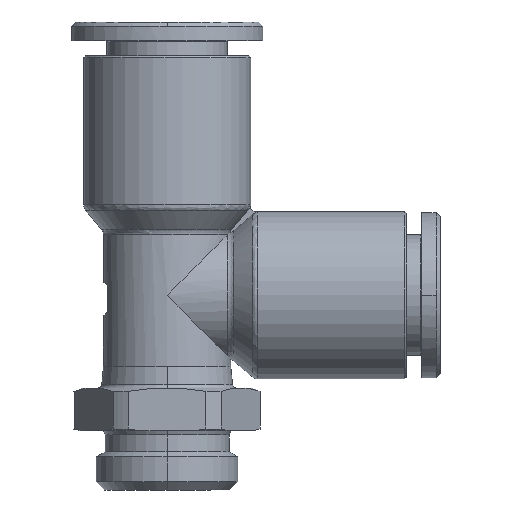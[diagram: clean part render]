
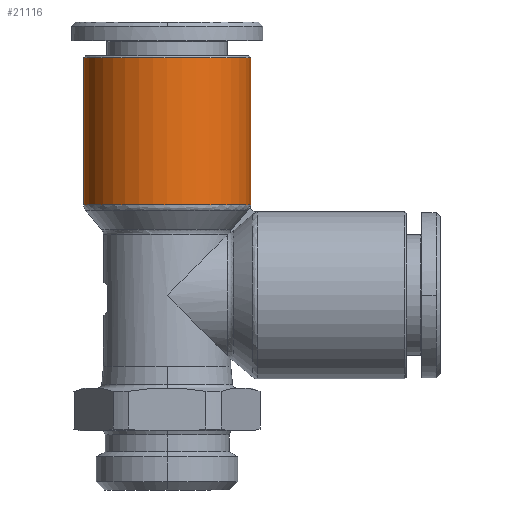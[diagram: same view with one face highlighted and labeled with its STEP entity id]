
A CAD part, front view. The second image highlights one B-rep face of the part: STEP entity #21116.
In plain terms, the highlighted cylindrical face has radius 9.85 mm (diameter 19.7 mm), a partial arc.
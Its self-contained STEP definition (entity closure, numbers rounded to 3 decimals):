
#510 = VERTEX_POINT ( 'NONE', #10842 ) ;
#1347 = CARTESIAN_POINT ( 'NONE',  ( -3.078, 0., 18.3 ) ) ;
#2259 = CARTESIAN_POINT ( 'NONE',  ( -22.778, 0., 28. ) ) ;
#3408 = AXIS2_PLACEMENT_3D ( 'NONE', #3708, #8117, #10475 ) ;
#3708 = CARTESIAN_POINT ( 'NONE',  ( -12.928, 0., 10.664 ) ) ;
#3956 = VERTEX_POINT ( 'NONE', #25546 ) ;
#4553 = CARTESIAN_POINT ( 'NONE',  ( -12.928, 0., 18.3 ) ) ;
#4876 = ORIENTED_EDGE ( 'NONE', *, *, #17138, .F. ) ;
#6538 = ORIENTED_EDGE ( 'NONE', *, *, #20471, .T. ) ;
#8117 = DIRECTION ( 'NONE',  ( 0., 0., 1. ) ) ;
#8745 = VECTOR ( 'NONE', #14304, 1000. ) ;
#9946 = ORIENTED_EDGE ( 'NONE', *, *, #17632, .T. ) ;
#10143 = EDGE_LOOP ( 'NONE', ( #4876, #9946, #6538, #19287 ) ) ;
#10475 = DIRECTION ( 'NONE',  ( 1., 0., 0. ) ) ;
#10480 = DIRECTION ( 'NONE',  ( 0., 0., -1. ) ) ;
#10842 = CARTESIAN_POINT ( 'NONE',  ( -3.078, 0., 10.664 ) ) ;
#10925 = DIRECTION ( 'NONE',  ( 0., 0., 1. ) ) ;
#11589 = CARTESIAN_POINT ( 'NONE',  ( -22.778, 0., 18.3 ) ) ;
#11680 = CARTESIAN_POINT ( 'NONE',  ( -22.778, 0., 10.664 ) ) ;
#13779 = VERTEX_POINT ( 'NONE', #2259 ) ;
#14304 = DIRECTION ( 'NONE',  ( 0., 0., 1. ) ) ;
#15267 = DIRECTION ( 'NONE',  ( 1., 0., 0. ) ) ;
#16275 = CIRCLE ( 'NONE', #23211, 9.85 ) ;
#16694 = CYLINDRICAL_SURFACE ( 'NONE', #25054, 9.85 ) ;
#16703 = CARTESIAN_POINT ( 'NONE',  ( -12.928, 0., 28. ) ) ;
#17138 = EDGE_CURVE ( 'NONE', #22643, #13779, #27751, .T. ) ;
#17632 = EDGE_CURVE ( 'NONE', #22643, #510, #20015, .T. ) ;
#18822 = EDGE_CURVE ( 'NONE', #3956, #13779, #16275, .T. ) ;
#19287 = ORIENTED_EDGE ( 'NONE', *, *, #18822, .T. ) ;
#20015 = CIRCLE ( 'NONE', #3408, 9.85 ) ;
#20471 = EDGE_CURVE ( 'NONE', #510, #3956, #25852, .T. ) ;
#21116 = ADVANCED_FACE ( 'NONE', ( #27036 ), #16694, .T. ) ;
#22039 = DIRECTION ( 'NONE',  ( 0., 0., 1. ) ) ;
#22643 = VERTEX_POINT ( 'NONE', #11680 ) ;
#23211 = AXIS2_PLACEMENT_3D ( 'NONE', #16703, #10480, #27434 ) ;
#24025 = VECTOR ( 'NONE', #22039, 1000. ) ;
#25054 = AXIS2_PLACEMENT_3D ( 'NONE', #4553, #10925, #15267 ) ;
#25546 = CARTESIAN_POINT ( 'NONE',  ( -3.078, 0., 28. ) ) ;
#25852 = LINE ( 'NONE', #1347, #8745 ) ;
#27036 = FACE_OUTER_BOUND ( 'NONE', #10143, .T. ) ;
#27434 = DIRECTION ( 'NONE',  ( 1., 0., 0. ) ) ;
#27751 = LINE ( 'NONE', #11589, #24025 ) ;
